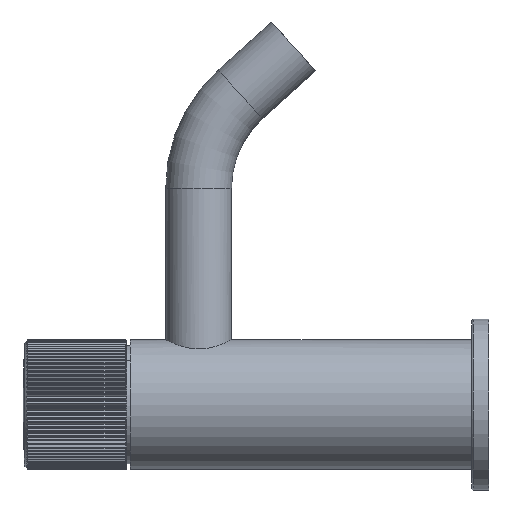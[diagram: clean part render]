
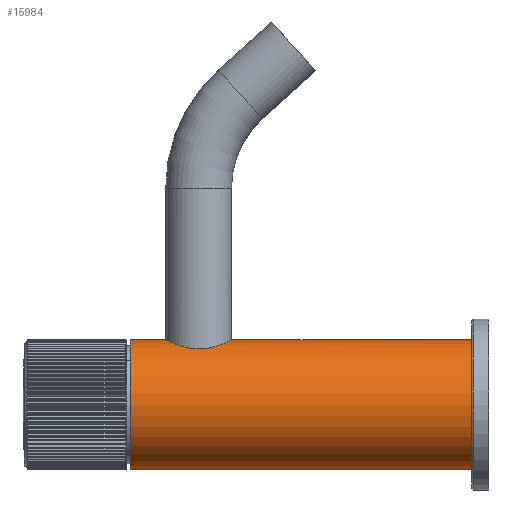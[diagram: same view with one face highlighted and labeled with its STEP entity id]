
A CAD part, left-side view. The second image highlights one B-rep face of the part: STEP entity #15984.
In plain terms, the highlighted cylindrical face has radius 19 mm (diameter 38 mm), a partial arc.
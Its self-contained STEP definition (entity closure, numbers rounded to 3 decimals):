
#616 = CARTESIAN_POINT ( 'NONE',  ( 0., 127.722, 0. ) ) ;
#1030 = CARTESIAN_POINT ( 'NONE',  ( -6.215, 74.548, 17.959 ) ) ;
#1203 = CARTESIAN_POINT ( 'NONE',  ( -0.553, 71.764, 18.994 ) ) ;
#1792 = EDGE_CURVE ( 'NONE', #39385, #40750, #2615, .T. ) ;
#2392 = EDGE_CURVE ( 'NONE', #37027, #30841, #49579, .T. ) ;
#2489 = AXIS2_PLACEMENT_3D ( 'NONE', #616, #46444, #50629 ) ;
#2615 = CIRCLE ( 'NONE', #24939, 19. ) ;
#2651 = CARTESIAN_POINT ( 'NONE',  ( -2.683, 87.82, 18.817 ) ) ;
#2816 = CARTESIAN_POINT ( 'NONE',  ( -7.822, 82.679, 17.317 ) ) ;
#5037 = CARTESIAN_POINT ( 'NONE',  ( -8.25, 79.456, 17.115 ) ) ;
#5226 = CARTESIAN_POINT ( 'NONE',  ( -5.447, 73.798, 18.204 ) ) ;
#5405 = CARTESIAN_POINT ( 'NONE',  ( 0., 71.75, 19. ) ) ;
#6074 = CARTESIAN_POINT ( 'NONE',  ( 0., 0., 0. ) ) ;
#6843 = CARTESIAN_POINT ( 'NONE',  ( -3.679, 87.389, 18.642 ) ) ;
#6846 = VERTEX_POINT ( 'NONE', #43521 ) ;
#7023 = CARTESIAN_POINT ( 'NONE',  ( -8.141, 81.364, 17.168 ) ) ;
#7771 = VECTOR ( 'NONE', #44720, 1000. ) ;
#8089 = DIRECTION ( 'NONE',  ( 0., 0., 1. ) ) ;
#8439 = LINE ( 'NONE', #50290, #16921 ) ;
#9417 = CARTESIAN_POINT ( 'NONE',  ( -4.822, 73.3, 18.379 ) ) ;
#10316 = CARTESIAN_POINT ( 'NONE',  ( 0., 88.25, 19. ) ) ;
#11026 = CARTESIAN_POINT ( 'NONE',  ( -4.382, 86.995, 18.489 ) ) ;
#11200 = CARTESIAN_POINT ( 'NONE',  ( -8.237, 80.545, 17.122 ) ) ;
#12856 = DIRECTION ( 'NONE',  ( 0., 1., 0. ) ) ;
#13610 = CARTESIAN_POINT ( 'NONE',  ( -4.151, 72.866, 18.543 ) ) ;
#14921 = ORIENTED_EDGE ( 'NONE', *, *, #45360, .F. ) ;
#15233 = CARTESIAN_POINT ( 'NONE',  ( -5.039, 86.538, 18.321 ) ) ;
#15406 = CARTESIAN_POINT ( 'NONE',  ( -8.25, 80., 17.115 ) ) ;
#15414 = ORIENTED_EDGE ( 'NONE', *, *, #50650, .F. ) ;
#15984 = ADVANCED_FACE ( 'NONE', ( #16503 ), #37411, .T. ) ;
#16503 = FACE_OUTER_BOUND ( 'NONE', #45740, .T. ) ;
#16651 = CARTESIAN_POINT ( 'NONE',  ( 0., 0., 19. ) ) ;
#16921 = VECTOR ( 'NONE', #12856, 1000. ) ;
#17631 = CARTESIAN_POINT ( 'NONE',  ( -7.98, 77.836, 17.243 ) ) ;
#17795 = CARTESIAN_POINT ( 'NONE',  ( -3.433, 72.493, 18.689 ) ) ;
#18477 = EDGE_CURVE ( 'NONE', #37027, #41792, #26988, .T. ) ;
#19398 = CARTESIAN_POINT ( 'NONE',  ( -5.651, 86.016, 18.141 ) ) ;
#20532 = LINE ( 'NONE', #41307, #42802 ) ;
#21465 = ORIENTED_EDGE ( 'NONE', *, *, #29142, .F. ) ;
#21785 = CARTESIAN_POINT ( 'NONE',  ( -7.406, 76.325, 17.499 ) ) ;
#21973 = CARTESIAN_POINT ( 'NONE',  ( -2.165, 72.021, 18.884 ) ) ;
#23138 = CARTESIAN_POINT ( 'NONE',  ( 0., 127.722, 19. ) ) ;
#23408 = CARTESIAN_POINT ( 'NONE',  ( -1.091, 88.182, 18.971 ) ) ;
#23585 = CARTESIAN_POINT ( 'NONE',  ( -6.555, 85.037, 17.836 ) ) ;
#24607 = CARTESIAN_POINT ( 'NONE',  ( 0., 100., 0. ) ) ;
#24939 = AXIS2_PLACEMENT_3D ( 'NONE', #6074, #34198, #8089 ) ;
#25994 = CARTESIAN_POINT ( 'NONE',  ( -6.552, 74.959, 17.837 ) ) ;
#26184 = CARTESIAN_POINT ( 'NONE',  ( -1.099, 71.819, 18.97 ) ) ;
#26988 = B_SPLINE_CURVE_WITH_KNOTS ( 'NONE', 3,
 ( #48462, #52450, #48293, #23408, #52619, #27615, #2651, #31845, #6843, #36042, #11026, #40255, #15233, #44469, #19398, #48629, #23585, #52805, #27788, #2816, #32015, #7023, #36222, #11200, #40429, #15406 ),
 .UNSPECIFIED., .F., .F.,
 ( 4, 2, 2, 2, 2, 2, 2, 2, 2, 2, 2, 2, 4 ),
 ( 0.026, 0.027, 0.028, 0.029, 0.03, 0.031, 0.032, 0.033, 0.034, 0.036, 0.038, 0.038, 0.039 ),
 .UNSPECIFIED. ) ;
#27612 = AXIS2_PLACEMENT_3D ( 'NONE', #24607, #53814, #28825 ) ;
#27615 = CARTESIAN_POINT ( 'NONE',  ( -2.166, 87.979, 18.884 ) ) ;
#27788 = CARTESIAN_POINT ( 'NONE',  ( -7.408, 83.671, 17.498 ) ) ;
#27861 = ORIENTED_EDGE ( 'NONE', *, *, #2392, .T. ) ;
#28825 = DIRECTION ( 'NONE',  ( 0., 0., 1. ) ) ;
#29142 = EDGE_CURVE ( 'NONE', #48930, #30841, #31900, .T. ) ;
#30240 = CARTESIAN_POINT ( 'NONE',  ( -5.647, 73.979, 18.143 ) ) ;
#30427 = CARTESIAN_POINT ( 'NONE',  ( -0.276, 71.75, 19. ) ) ;
#30841 = VERTEX_POINT ( 'NONE', #37490 ) ;
#31845 = CARTESIAN_POINT ( 'NONE',  ( -3.433, 87.507, 18.689 ) ) ;
#31900 = CIRCLE ( 'NONE', #27612, 19. ) ;
#32015 = CARTESIAN_POINT ( 'NONE',  ( -7.98, 82.164, 17.244 ) ) ;
#33057 = DIRECTION ( 'NONE',  ( 0., 1., 0. ) ) ;
#34091 = ORIENTED_EDGE ( 'NONE', *, *, #54069, .T. ) ;
#34198 = DIRECTION ( 'NONE',  ( 0., 1., 0. ) ) ;
#34269 = CARTESIAN_POINT ( 'NONE',  ( -8.25, 80., 17.115 ) ) ;
#34440 = CARTESIAN_POINT ( 'NONE',  ( -5.035, 73.459, 18.322 ) ) ;
#35540 = ORIENTED_EDGE ( 'NONE', *, *, #1792, .T. ) ;
#36042 = CARTESIAN_POINT ( 'NONE',  ( -4.153, 87.133, 18.542 ) ) ;
#36222 = CARTESIAN_POINT ( 'NONE',  ( -8.182, 81.091, 17.148 ) ) ;
#37027 = VERTEX_POINT ( 'NONE', #10316 ) ;
#37411 = CYLINDRICAL_SURFACE ( 'NONE', #2489, 19. ) ;
#37490 = CARTESIAN_POINT ( 'NONE',  ( 0., 100., 19. ) ) ;
#38640 = CARTESIAN_POINT ( 'NONE',  ( -4.38, 73.004, 18.49 ) ) ;
#39385 = VERTEX_POINT ( 'NONE', #49159 ) ;
#40255 = CARTESIAN_POINT ( 'NONE',  ( -4.825, 86.697, 18.378 ) ) ;
#40313 = B_SPLINE_CURVE_WITH_KNOTS ( 'NONE', 3,
 ( #34269, #5037, #42653, #17631, #46848, #21785, #51037, #25994, #1030, #30240, #5226, #34440, #9417, #38640, #13610, #42834, #17795, #47022, #21973, #51206, #26184, #1203, #30427, #5405 ),
 .UNSPECIFIED., .F., .F.,
 ( 4, 2, 2, 2, 2, 2, 2, 2, 2, 2, 2, 4 ),
 ( 0.039, 0.041, 0.042, 0.044, 0.046, 0.047, 0.047, 0.048, 0.049, 0.051, 0.051, 0.052 ),
 .UNSPECIFIED. ) ;
#40429 = CARTESIAN_POINT ( 'NONE',  ( -8.25, 80.272, 17.115 ) ) ;
#40562 = ORIENTED_EDGE ( 'NONE', *, *, #18477, .F. ) ;
#40750 = VERTEX_POINT ( 'NONE', #16651 ) ;
#41307 = CARTESIAN_POINT ( 'NONE',  ( 0., 127.722, -19. ) ) ;
#41792 = VERTEX_POINT ( 'NONE', #43571 ) ;
#42653 = CARTESIAN_POINT ( 'NONE',  ( -8.196, 78.913, 17.142 ) ) ;
#42802 = VECTOR ( 'NONE', #33057, 1000. ) ;
#42834 = CARTESIAN_POINT ( 'NONE',  ( -3.679, 72.611, 18.642 ) ) ;
#43521 = CARTESIAN_POINT ( 'NONE',  ( 0., 71.75, 19. ) ) ;
#43571 = CARTESIAN_POINT ( 'NONE',  ( -8.25, 80., 17.115 ) ) ;
#44300 = CARTESIAN_POINT ( 'NONE',  ( 0., 100., -19. ) ) ;
#44469 = CARTESIAN_POINT ( 'NONE',  ( -5.452, 86.198, 18.202 ) ) ;
#44720 = DIRECTION ( 'NONE',  ( 0., 1., 0. ) ) ;
#45360 = EDGE_CURVE ( 'NONE', #41792, #6846, #40313, .T. ) ;
#45740 = EDGE_LOOP ( 'NONE', ( #15414, #35540, #34091, #14921, #40562, #27861, #21465 ) ) ;
#46444 = DIRECTION ( 'NONE',  ( 0., 1., 0. ) ) ;
#46848 = CARTESIAN_POINT ( 'NONE',  ( -7.821, 77.319, 17.317 ) ) ;
#47022 = CARTESIAN_POINT ( 'NONE',  ( -2.681, 72.179, 18.817 ) ) ;
#48293 = CARTESIAN_POINT ( 'NONE',  ( -0.544, 88.237, 18.994 ) ) ;
#48462 = CARTESIAN_POINT ( 'NONE',  ( 0., 88.25, 19. ) ) ;
#48629 = CARTESIAN_POINT ( 'NONE',  ( -6.219, 85.448, 17.958 ) ) ;
#48930 = VERTEX_POINT ( 'NONE', #44300 ) ;
#49159 = CARTESIAN_POINT ( 'NONE',  ( 0., 0., -19. ) ) ;
#49579 = LINE ( 'NONE', #23138, #7771 ) ;
#50290 = CARTESIAN_POINT ( 'NONE',  ( 0., 127.722, 19. ) ) ;
#50629 = DIRECTION ( 'NONE',  ( 0., 0., 1. ) ) ;
#50650 = EDGE_CURVE ( 'NONE', #39385, #48930, #20532, .T. ) ;
#51037 = CARTESIAN_POINT ( 'NONE',  ( -7.147, 75.845, 17.607 ) ) ;
#51206 = CARTESIAN_POINT ( 'NONE',  ( -1.369, 71.86, 18.953 ) ) ;
#52450 = CARTESIAN_POINT ( 'NONE',  ( -0.272, 88.25, 19. ) ) ;
#52619 = CARTESIAN_POINT ( 'NONE',  ( -1.364, 88.141, 18.953 ) ) ;
#52805 = CARTESIAN_POINT ( 'NONE',  ( -7.149, 84.152, 17.607 ) ) ;
#53814 = DIRECTION ( 'NONE',  ( 0., 1., 0. ) ) ;
#54069 = EDGE_CURVE ( 'NONE', #40750, #6846, #8439, .T. ) ;
